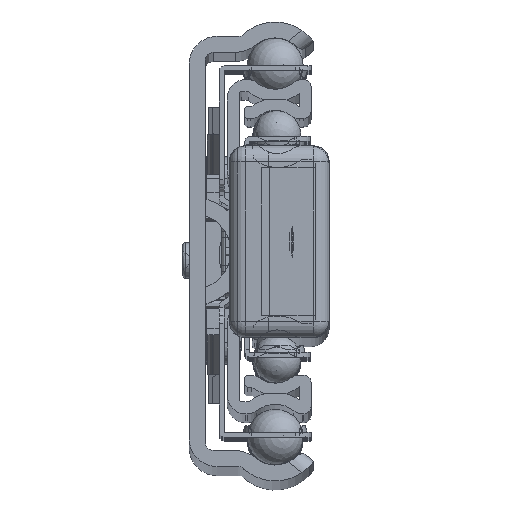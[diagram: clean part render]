
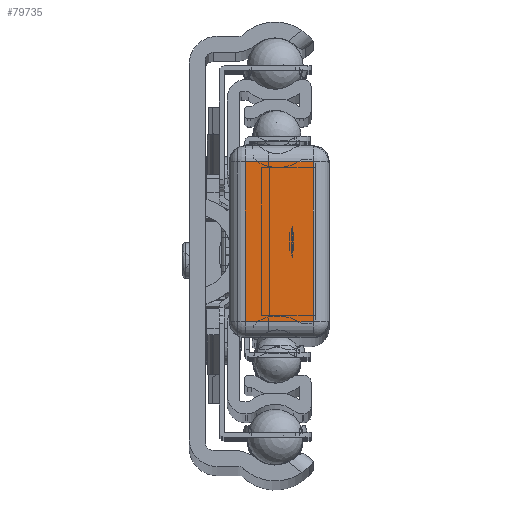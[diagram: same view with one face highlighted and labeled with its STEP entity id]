
A CAD part, top view. The second image highlights one B-rep face of the part: STEP entity #79735.
In plain terms, the highlighted planar face has unit normal (0, 0, 1).
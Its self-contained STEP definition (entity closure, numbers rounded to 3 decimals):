
#3203=LINE('',#117829,#9033);
#3205=LINE('',#117837,#9035);
#3207=LINE('',#117847,#9037);
#3209=LINE('',#117856,#9039);
#9033=VECTOR('',#94245,10.);
#9035=VECTOR('',#94253,10.);
#9037=VECTOR('',#94265,10.);
#9039=VECTOR('',#94277,10.);
#13971=PLANE('',#84682);
#16304=FACE_OUTER_BOUND('',#20389,.T.);
#20389=EDGE_LOOP('',(#54903,#54904,#54905,#54906));
#31532=VERTEX_POINT('',#117826);
#31533=VERTEX_POINT('',#117828);
#31536=VERTEX_POINT('',#117836);
#31539=VERTEX_POINT('',#117846);
#40469=EDGE_CURVE('',#31532,#31533,#3203,.T.);
#40473=EDGE_CURVE('',#31533,#31536,#3205,.T.);
#40478=EDGE_CURVE('',#31536,#31539,#3207,.T.);
#40483=EDGE_CURVE('',#31539,#31532,#3209,.T.);
#54903=ORIENTED_EDGE('',*,*,#40469,.F.);
#54904=ORIENTED_EDGE('',*,*,#40483,.F.);
#54905=ORIENTED_EDGE('',*,*,#40478,.F.);
#54906=ORIENTED_EDGE('',*,*,#40473,.F.);
#79735=ADVANCED_FACE('',(#16304),#13971,.T.);
#84682=AXIS2_PLACEMENT_3D('',#117870,#94299,#94300);
#94245=DIRECTION('',(0.,1.,0.));
#94253=DIRECTION('',(1.,0.,0.));
#94265=DIRECTION('',(0.,-1.,0.));
#94277=DIRECTION('',(-1.,0.,0.));
#94299=DIRECTION('center_axis',(0.,0.,
1.));
#94300=DIRECTION('ref_axis',(-1.,0.,0.));
#117826=CARTESIAN_POINT('',(-3.75,-10.,1025.));
#117828=CARTESIAN_POINT('',(-3.75,10.,1025.));
#117829=CARTESIAN_POINT('',(-3.75,-5.,1025.));
#117836=CARTESIAN_POINT('',(4.75,10.,1025.));
#117837=CARTESIAN_POINT('',(-1.625,10.,1025.));
#117846=CARTESIAN_POINT('',(4.75,-10.,1025.));
#117847=CARTESIAN_POINT('',(4.75,5.,1025.));
#117856=CARTESIAN_POINT('',(2.625,-10.,1025.));
#117870=CARTESIAN_POINT('Origin',(0.5,0.,
1025.));
